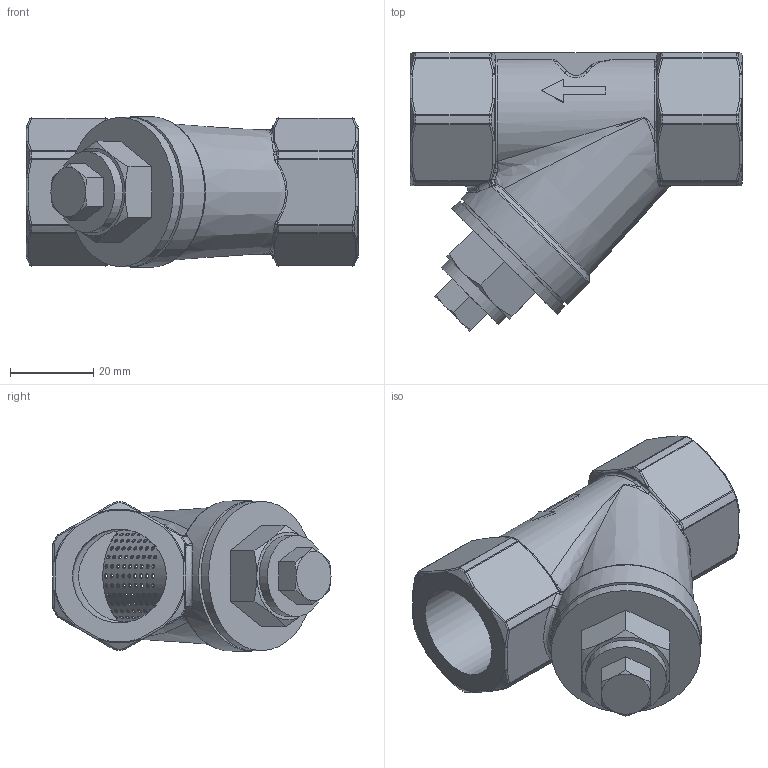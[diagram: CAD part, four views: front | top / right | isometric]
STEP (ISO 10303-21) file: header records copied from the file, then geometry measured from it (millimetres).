
FILE_DESCRIPTION(/* description */ ('Unknown'),/* implementation_level */ '2;1');
FILE_NAME(/* name */ 'YS-800-DN20',/* time_stamp */ '2021-12-07T10:04:50+08:00',/* author */ ('Unknown'),/* organization */ ('Unknown'),/* preprocessor_version */ 'ST-DEVELOPER v16.7',/* originating_system */ 'DEX',/* authorisation */ $);
FILE_SCHEMA (('AUTOMOTIVE_DESIGN {1 0 10303 214 3 1 1}'));
Length unit declared in the file: millimetre
Products named in the file (2): YS-800-DN20; YS-800 Y-Strainers - Thread End - PN40_0
Assembly tree (1 placements, depth 2):
  YS-800-DN20
    YS-800 Y-Strainers - Thread End - PN40_0
Bounding box: 80 x 67 x 36.2 mm (x, y, z)
Volume: 46433.8 mm3; surface area: 28482.9 mm2
Topology: 2 solids, 2 shells, 742 faces, 2257 edges, 1470 vertices
Faces by surface type: cylinder 400, bspline 103, sphere 86, plane 65, torus 50, cone 38
Full cylindrical faces by diameter (mm): 1 x320, 19.5 x1, 21.6 x1, 22.6 x2, 23.2 x1, 24 x1, 28 x1, 34.2 x1, 36 x1, 36.2 x1
Entity records: 30145 total; most frequent: CARTESIAN_POINT 14451, ORIENTED_EDGE 3074, DIRECTION 2277, EDGE_LOOP 1723, FACE_BOUND 1723, EDGE_CURVE 1537, VERTEX_POINT 1138, AXIS2_PLACEMENT_3D 1056
